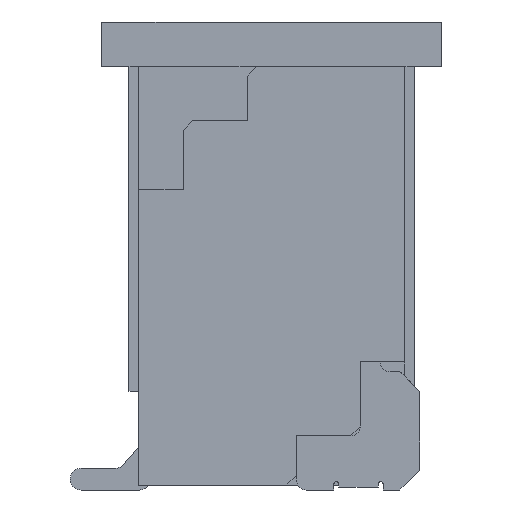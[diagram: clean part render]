
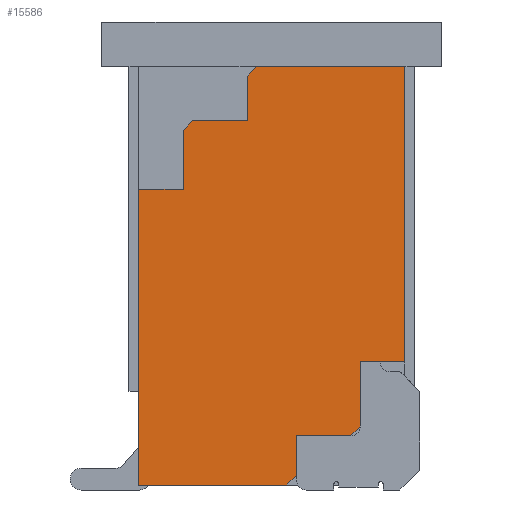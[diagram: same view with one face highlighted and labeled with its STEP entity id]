
A CAD part, front view. The second image highlights one B-rep face of the part: STEP entity #15586.
In plain terms, the highlighted face is planar.
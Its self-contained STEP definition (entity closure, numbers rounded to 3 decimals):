
#1356=ORIENTED_EDGE('',*,*,#4494,.T.);
#1357=ORIENTED_EDGE('',*,*,#3847,.T.);
#1358=ORIENTED_EDGE('',*,*,#3839,.T.);
#1359=ORIENTED_EDGE('',*,*,#4495,.T.);
#1360=ORIENTED_EDGE('',*,*,#3856,.T.);
#1361=ORIENTED_EDGE('',*,*,#4496,.T.);
#1362=ORIENTED_EDGE('',*,*,#4442,.F.);
#1363=ORIENTED_EDGE('',*,*,#3816,.F.);
#1364=ORIENTED_EDGE('',*,*,#4497,.F.);
#1365=ORIENTED_EDGE('',*,*,#4498,.F.);
#1366=ORIENTED_EDGE('',*,*,#4499,.F.);
#1367=ORIENTED_EDGE('',*,*,#4500,.F.);
#1368=ORIENTED_EDGE('',*,*,#4501,.F.);
#1369=ORIENTED_EDGE('',*,*,#4502,.F.);
#1370=ORIENTED_EDGE('',*,*,#4403,.T.);
#1371=ORIENTED_EDGE('',*,*,#4493,.F.);
#3816=EDGE_CURVE('',#5558,#5559,#6677,.T.);
#3839=EDGE_CURVE('',#5582,#5581,#6697,.T.);
#3847=EDGE_CURVE('',#5588,#5582,#6705,.T.);
#3856=EDGE_CURVE('',#5597,#5596,#6714,.T.);
#4403=EDGE_CURVE('',#5988,#5987,#7260,.T.);
#4442=EDGE_CURVE('',#5559,#6007,#7299,.T.);
#4493=EDGE_CURVE('',#6038,#5987,#7349,.T.);
#4494=EDGE_CURVE('',#6038,#5588,#7350,.T.);
#4495=EDGE_CURVE('',#5581,#5597,#7351,.T.);
#4496=EDGE_CURVE('',#5596,#6007,#7352,.T.);
#4497=EDGE_CURVE('',#6039,#5558,#7353,.T.);
#4498=EDGE_CURVE('',#6040,#6039,#7354,.T.);
#4499=EDGE_CURVE('',#6041,#6040,#7355,.T.);
#4500=EDGE_CURVE('',#6042,#6041,#7356,.T.);
#4501=EDGE_CURVE('',#6043,#6042,#7357,.T.);
#4502=EDGE_CURVE('',#5988,#6043,#7358,.T.);
#5558=VERTEX_POINT('',#19939);
#5559=VERTEX_POINT('',#19941);
#5581=VERTEX_POINT('',#19990);
#5582=VERTEX_POINT('',#19992);
#5588=VERTEX_POINT('',#20007);
#5596=VERTEX_POINT('',#20024);
#5597=VERTEX_POINT('',#20026);
#5987=VERTEX_POINT('',#21071);
#5988=VERTEX_POINT('',#21073);
#6007=VERTEX_POINT('',#21142);
#6038=VERTEX_POINT('',#21234);
#6039=VERTEX_POINT('',#21241);
#6040=VERTEX_POINT('',#21243);
#6041=VERTEX_POINT('',#21245);
#6042=VERTEX_POINT('',#21247);
#6043=VERTEX_POINT('',#21249);
#6677=LINE('',#19940,#8253);
#6697=LINE('',#19991,#8273);
#6705=LINE('',#20006,#8281);
#6714=LINE('',#20025,#8290);
#7260=LINE('',#21072,#8836);
#7299=LINE('',#21141,#8875);
#7349=LINE('',#21235,#8925);
#7350=LINE('',#21237,#8926);
#7351=LINE('',#21238,#8927);
#7352=LINE('',#21239,#8928);
#7353=LINE('',#21240,#8929);
#7354=LINE('',#21242,#8930);
#7355=LINE('',#21244,#8931);
#7356=LINE('',#21246,#8932);
#7357=LINE('',#21248,#8933);
#7358=LINE('',#21250,#8934);
#8253=VECTOR('',#16841,1000.);
#8273=VECTOR('',#16877,1000.);
#8281=VECTOR('',#16887,1000.);
#8290=VECTOR('',#16898,1000.);
#8836=VECTOR('',#17664,1000.);
#8875=VECTOR('',#17725,1000.);
#8925=VECTOR('',#17799,1000.);
#8926=VECTOR('',#17802,1000.);
#8927=VECTOR('',#17803,1000.);
#8928=VECTOR('',#17804,1000.);
#8929=VECTOR('',#17805,1000.);
#8930=VECTOR('',#17806,1000.);
#8931=VECTOR('',#17807,1000.);
#8932=VECTOR('',#17808,1000.);
#8933=VECTOR('',#17809,1000.);
#8934=VECTOR('',#17810,1000.);
#9922=EDGE_LOOP('',(#1356,#1357,#1358,#1359,#1360,#1361,#1362,#1363,#1364,
#1365,#1366,#1367,#1368,#1369,#1370,#1371));
#10510=FACE_BOUND('',#9922,.T.);
#11098=PLANE('',#16172);
#15586=ADVANCED_FACE('',(#10510),#11098,.F.);
#16172=AXIS2_PLACEMENT_3D('',#21236,#17800,#17801);
#16841=DIRECTION('',(0.,0.,1.));
#16877=DIRECTION('',(0.,0.,1.));
#16887=DIRECTION('',(0.,-1.,0.));
#16898=DIRECTION('',(0.,-1.,0.));
#17664=DIRECTION('',(0.,1.,0.));
#17725=DIRECTION('',(0.,1.,0.));
#17799=DIRECTION('',(0.,0.,-1.));
#17800=DIRECTION('',(-1.,0.,0.));
#17801=DIRECTION('',(0.,0.,1.));
#17802=DIRECTION('',(0.,-0.707,0.707));
#17803=DIRECTION('',(0.,-0.707,0.707));
#17804=DIRECTION('',(0.,0.,1.));
#17805=DIRECTION('',(0.,-0.707,0.707));
#17806=DIRECTION('',(0.,-1.,0.));
#17807=DIRECTION('',(0.,0.,1.));
#17808=DIRECTION('',(0.,-0.707,0.707));
#17809=DIRECTION('',(0.,-1.,0.));
#17810=DIRECTION('',(0.,0.,1.));
#19939=CARTESIAN_POINT('',(5.,-2.125,-0.15));
#19940=CARTESIAN_POINT('',(5.,-2.125,-1.45));
#19941=CARTESIAN_POINT('',(5.,-2.125,1.35));
#19990=CARTESIAN_POINT('',(5.,1.625,0.8));
#19991=CARTESIAN_POINT('',(5.,1.625,0.25));
#19992=CARTESIAN_POINT('',(5.,1.625,0.25));
#20006=CARTESIAN_POINT('',(5.,2.025,0.25));
#20007=CARTESIAN_POINT('',(5.,2.025,0.25));
#20024=CARTESIAN_POINT('',(5.,0.875,0.9));
#20025=CARTESIAN_POINT('',(5.,1.525,0.9));
#20026=CARTESIAN_POINT('',(5.,1.525,0.9));
#21071=CARTESIAN_POINT('',(5.,2.125,-1.35));
#21072=CARTESIAN_POINT('',(5.,-2.125,-1.35));
#21073=CARTESIAN_POINT('',(5.,-0.875,-1.35));
#21141=CARTESIAN_POINT('',(5.,-2.125,1.35));
#21142=CARTESIAN_POINT('',(5.,0.875,1.35));
#21234=CARTESIAN_POINT('',(5.,2.125,0.15));
#21235=CARTESIAN_POINT('',(5.,2.125,1.45));
#21236=CARTESIAN_POINT('',(5.,0.,0.));
#21237=CARTESIAN_POINT('',(5.,2.125,0.15));
#21238=CARTESIAN_POINT('',(5.,1.625,0.8));
#21239=CARTESIAN_POINT('',(5.,0.875,0.9));
#21240=CARTESIAN_POINT('',(5.,-2.025,-0.25));
#21241=CARTESIAN_POINT('',(5.,-2.025,-0.25));
#21242=CARTESIAN_POINT('',(5.,-1.575,-0.25));
#21243=CARTESIAN_POINT('',(5.,-1.575,-0.25));
#21244=CARTESIAN_POINT('',(5.,-1.575,-0.8));
#21245=CARTESIAN_POINT('',(5.,-1.575,-0.8));
#21246=CARTESIAN_POINT('',(5.,-1.475,-0.9));
#21247=CARTESIAN_POINT('',(5.,-1.475,-0.9));
#21248=CARTESIAN_POINT('',(5.,-0.875,-0.9));
#21249=CARTESIAN_POINT('',(5.,-0.875,-0.9));
#21250=CARTESIAN_POINT('',(5.,-0.875,-1.35));
